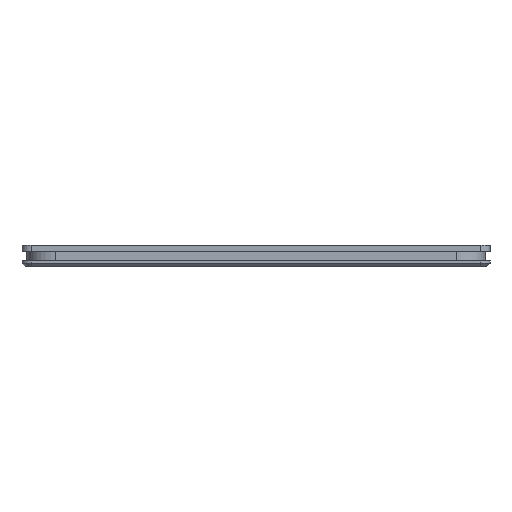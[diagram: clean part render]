
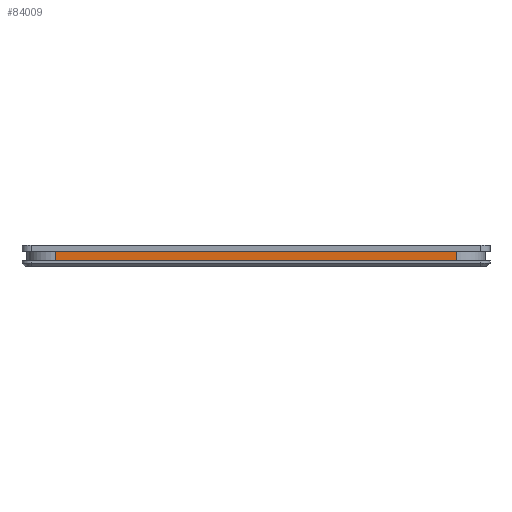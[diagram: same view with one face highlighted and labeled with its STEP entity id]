
A CAD part, front view. The second image highlights one B-rep face of the part: STEP entity #84009.
In plain terms, the highlighted planar face has unit normal (0, -1, 0).
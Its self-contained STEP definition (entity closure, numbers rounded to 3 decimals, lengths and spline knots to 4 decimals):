
#213=DIRECTION('',(1.,0.,0.));
#214=VECTOR('',#213,3.462);
#215=CARTESIAN_POINT('',(-1.731,-1.981,-0.054));
#216=LINE('',#215,#214);
#36495=DIRECTION('',(0.,0.,-1.));
#36496=VECTOR('',#36495,0.08);
#36497=CARTESIAN_POINT('',(-1.731,-1.981,-0.054));
#36498=LINE('',#36497,#36496);
#36502=DIRECTION('',(0.,0.,-1.));
#36503=VECTOR('',#36502,0.08);
#36504=CARTESIAN_POINT('',(1.731,-1.981,-0.054));
#36505=LINE('',#36504,#36503);
#36509=DIRECTION('',(1.,0.,0.));
#36510=VECTOR('',#36509,3.462);
#36511=CARTESIAN_POINT('',(-1.731,-1.981,-0.134));
#36512=LINE('',#36511,#36510);
#40917=CARTESIAN_POINT('',(-1.731,-1.981,-0.054));
#40918=CARTESIAN_POINT('',(-1.731,-1.981,-0.134));
#40919=VERTEX_POINT('',#40917);
#40920=VERTEX_POINT('',#40918);
#40921=CARTESIAN_POINT('',(1.731,-1.981,-0.054));
#40922=CARTESIAN_POINT('',(1.731,-1.981,-0.134));
#40923=VERTEX_POINT('',#40921);
#40924=VERTEX_POINT('',#40922);
#83996=CARTESIAN_POINT('',(-2.0225,-1.981,-0.134));
#83997=DIRECTION('',(0.,1.,0.));
#83998=DIRECTION('',(0.,0.,1.));
#83999=AXIS2_PLACEMENT_3D('',#83996,#83997,#83998);
#84000=PLANE('',#83999);
#84002=ORIENTED_EDGE('',*,*,#84001,.F.);
#84003=ORIENTED_EDGE('',*,*,#41003,.T.);
#84005=ORIENTED_EDGE('',*,*,#84004,.T.);
#84006=ORIENTED_EDGE('',*,*,#83977,.F.);
#84007=EDGE_LOOP('',(#84002,#84003,#84005,#84006));
#84008=FACE_OUTER_BOUND('',#84007,.F.);
#41003=EDGE_CURVE('',#40919,#40923,#216,.T.);
#83977=EDGE_CURVE('',#40920,#40924,#36512,.T.);
#84001=EDGE_CURVE('',#40919,#40920,#36498,.T.);
#84004=EDGE_CURVE('',#40923,#40924,#36505,.T.);
#84009=ADVANCED_FACE('',(#84008),#84000,.F.);
